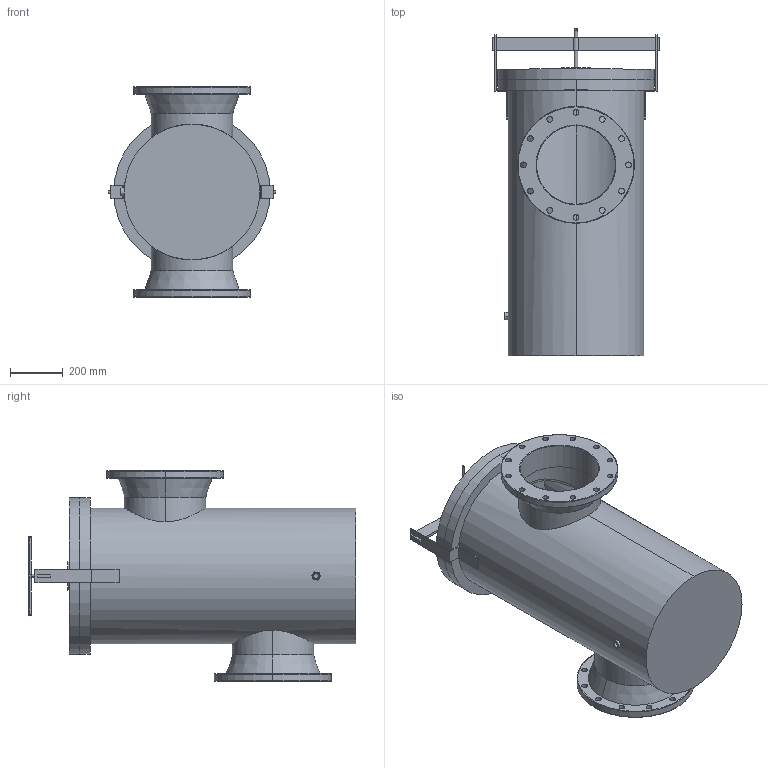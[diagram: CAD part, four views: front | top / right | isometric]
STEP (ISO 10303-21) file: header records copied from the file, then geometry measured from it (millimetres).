
FILE_DESCRIPTION (( 'STEP AP214' ), '1' );
FILE_NAME ('Filtri_DN500_DN300.STEP', '2020-10-23T09:36:27', ( '' ), ( '' ), 'SwSTEP 2.0', 'SolidWorks 2019', '' );
FILE_SCHEMA (( 'AUTOMOTIVE_DESIGN' ));
Length unit declared in the file: millimetre
Products named in the file (1): Filtri_DN500_DN300
Bounding box: 637 x 1245 x 800 mm (x, y, z)
Volume: 35927242.6 mm3; surface area: 5461223.4 mm2
Topology: 8 solids, 8 shells, 193 faces, 481 edges, 314 vertices
Faces by surface type: cylinder 109, plane 68, torus 12, cone 4
Entity records: 9941 total; most frequent: CARTESIAN_POINT 2877, DIRECTION 1031, ORIENTED_EDGE 962, EDGE_CURVE 481, AXIS2_PLACEMENT_3D 400, VERTEX_POINT 314, EDGE_LOOP 267, LINE 231
